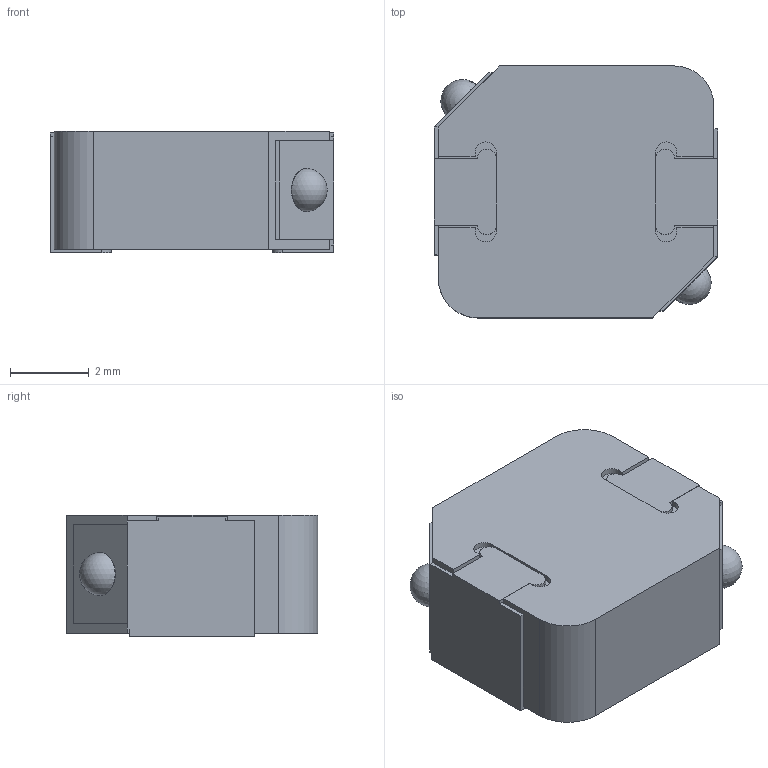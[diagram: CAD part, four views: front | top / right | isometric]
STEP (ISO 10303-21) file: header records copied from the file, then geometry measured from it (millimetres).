
FILE_DESCRIPTION(/* description */ (''),/* implementation_level */ '2;1');
FILE_NAME(/* name */ 'IND_TDK_SPM6530.stp',/* time_stamp */ '2016-11-08T11:21:18+01:00',/* author */ ('riccim'),/* organization */ ('SolidWorks'),/* preprocessor_version */ 'ST-DEVELOPER v15.5',/* originating_system */ 'AutoCAD Mechanical',/* authorisation */ ' ');
FILE_SCHEMA (('AUTOMOTIVE_DESIGN { 1 0 10303 214 3 1 1 }'));
Length unit declared in the file: millimetre
Products named in the file (1): Product
Bounding box: 7.2 x 6.4 x 3.1 mm (x, y, z)
Volume: 129.7 mm3; surface area: 251 mm2
Topology: 3 solids, 3 shells, 82 faces, 212 edges, 138 vertices
Faces by surface type: plane 64, cylinder 16, sphere 2
Full cylindrical faces by diameter (mm): 1.1 x2
Entity records: 2477 total; most frequent: CARTESIAN_POINT 427, ORIENTED_EDGE 416, DIRECTION 406, EDGE_CURVE 208, LINE 176, VECTOR 176, VERTEX_POINT 136, AXIS2_PLACEMENT_3D 115
